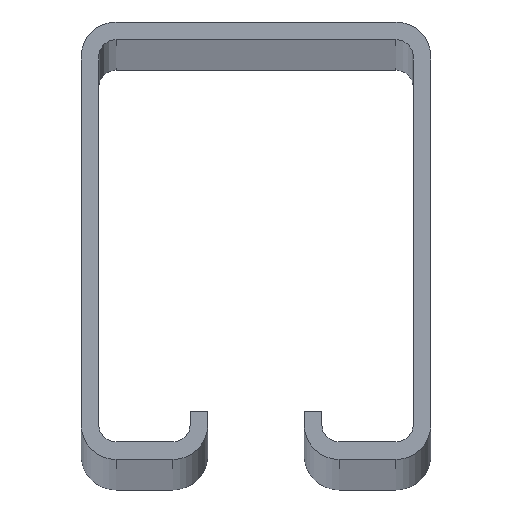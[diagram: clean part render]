
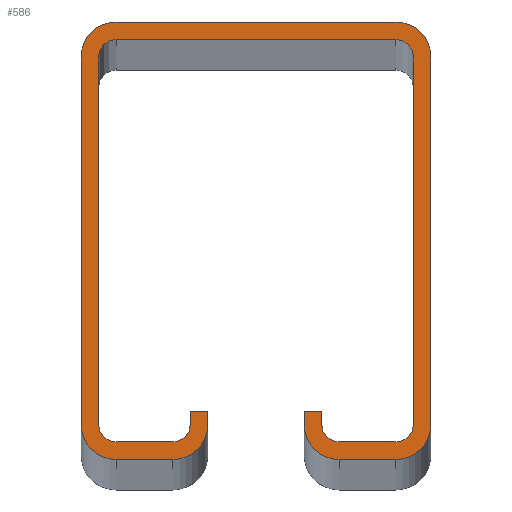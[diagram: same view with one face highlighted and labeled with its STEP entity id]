
A CAD part, top view. The second image highlights one B-rep face of the part: STEP entity #586.
In plain terms, the highlighted planar face has unit normal (0, 0, 1).
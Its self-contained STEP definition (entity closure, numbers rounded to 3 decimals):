
#32=PLANE('',#660);
#62=FACE_OUTER_BOUND('',#92,.T.);
#92=EDGE_LOOP('',(#517,#518,#519,#520,#521,#522,#523,#524,#525,#526,#527,
#528,#529,#530,#531,#532,#533,#534,#535,#536,#537,#538,#539,#540,#541,#542,
#543,#544));
#97=LINE('',#846,#157);
#101=LINE('',#858,#161);
#106=LINE('',#873,#166);
#109=LINE('',#884,#169);
#113=LINE('',#896,#173);
#116=LINE('',#905,#176);
#122=LINE('',#921,#182);
#134=LINE('',#956,#194);
#138=LINE('',#966,#198);
#141=LINE('',#974,#201);
#144=LINE('',#982,#204);
#146=LINE('',#989,#206);
#148=LINE('',#992,#208);
#149=LINE('',#995,#209);
#151=LINE('',#998,#211);
#152=LINE('',#1000,#212);
#157=VECTOR('',#675,10.);
#161=VECTOR('',#687,10.);
#166=VECTOR('',#700,10.);
#169=VECTOR('',#711,10.);
#173=VECTOR('',#723,10.);
#176=VECTOR('',#734,10.);
#182=VECTOR('',#748,10.);
#194=VECTOR('',#778,10.);
#198=VECTOR('',#788,10.);
#201=VECTOR('',#797,10.);
#204=VECTOR('',#806,10.);
#206=VECTOR('',#814,10.);
#208=VECTOR('',#818,10.);
#209=VECTOR('',#821,10.);
#211=VECTOR('',#825,10.);
#212=VECTOR('',#828,10.);
#214=CIRCLE('',#609,2.);
#216=CIRCLE('',#613,2.);
#218=CIRCLE('',#617,2.);
#220=CIRCLE('',#621,2.);
#222=CIRCLE('',#625,2.);
#224=CIRCLE('',#629,2.);
#225=CIRCLE('',#632,4.);
#232=CIRCLE('',#642,4.);
#233=CIRCLE('',#645,4.);
#234=CIRCLE('',#648,4.);
#235=CIRCLE('',#651,4.);
#236=CIRCLE('',#654,4.);
#239=VERTEX_POINT('',#836);
#240=VERTEX_POINT('',#838);
#242=VERTEX_POINT('',#844);
#244=VERTEX_POINT('',#850);
#246=VERTEX_POINT('',#856);
#249=VERTEX_POINT('',#863);
#250=VERTEX_POINT('',#865);
#252=VERTEX_POINT('',#871);
#255=VERTEX_POINT('',#878);
#256=VERTEX_POINT('',#880);
#259=VERTEX_POINT('',#890);
#260=VERTEX_POINT('',#892);
#262=VERTEX_POINT('',#901);
#263=VERTEX_POINT('',#908);
#264=VERTEX_POINT('',#909);
#268=VERTEX_POINT('',#919);
#281=VERTEX_POINT('',#950);
#282=VERTEX_POINT('',#954);
#283=VERTEX_POINT('',#958);
#284=VERTEX_POINT('',#959);
#285=VERTEX_POINT('',#964);
#286=VERTEX_POINT('',#968);
#287=VERTEX_POINT('',#972);
#288=VERTEX_POINT('',#976);
#289=VERTEX_POINT('',#980);
#290=VERTEX_POINT('',#984);
#291=VERTEX_POINT('',#988);
#292=VERTEX_POINT('',#994);
#295=EDGE_CURVE('',#239,#240,#214,.T.);
#299=EDGE_CURVE('',#242,#239,#97,.T.);
#302=EDGE_CURVE('',#244,#242,#216,.T.);
#305=EDGE_CURVE('',#246,#244,#101,.T.);
#308=EDGE_CURVE('',#249,#250,#218,.T.);
#312=EDGE_CURVE('',#252,#249,#106,.T.);
#315=EDGE_CURVE('',#255,#256,#220,.T.);
#317=EDGE_CURVE('',#250,#255,#109,.T.);
#321=EDGE_CURVE('',#259,#260,#222,.T.);
#323=EDGE_CURVE('',#256,#259,#113,.T.);
#327=EDGE_CURVE('',#262,#246,#224,.T.);
#328=EDGE_CURVE('',#260,#262,#116,.T.);
#330=EDGE_CURVE('',#263,#264,#225,.T.);
#336=EDGE_CURVE('',#268,#263,#122,.T.);
#351=EDGE_CURVE('',#281,#268,#232,.T.);
#354=EDGE_CURVE('',#282,#281,#134,.T.);
#355=EDGE_CURVE('',#283,#284,#233,.T.);
#359=EDGE_CURVE('',#285,#283,#138,.T.);
#360=EDGE_CURVE('',#286,#285,#234,.T.);
#363=EDGE_CURVE('',#287,#286,#141,.T.);
#364=EDGE_CURVE('',#288,#287,#235,.T.);
#367=EDGE_CURVE('',#289,#288,#144,.T.);
#368=EDGE_CURVE('',#290,#289,#236,.T.);
#370=EDGE_CURVE('',#284,#291,#146,.T.);
#372=EDGE_CURVE('',#291,#252,#148,.T.);
#373=EDGE_CURVE('',#240,#292,#149,.T.);
#375=EDGE_CURVE('',#292,#282,#151,.T.);
#376=EDGE_CURVE('',#264,#290,#152,.T.);
#517=ORIENTED_EDGE('',*,*,#330,.F.);
#518=ORIENTED_EDGE('',*,*,#336,.F.);
#519=ORIENTED_EDGE('',*,*,#351,.F.);
#520=ORIENTED_EDGE('',*,*,#354,.F.);
#521=ORIENTED_EDGE('',*,*,#375,.F.);
#522=ORIENTED_EDGE('',*,*,#373,.F.);
#523=ORIENTED_EDGE('',*,*,#295,.F.);
#524=ORIENTED_EDGE('',*,*,#299,.F.);
#525=ORIENTED_EDGE('',*,*,#302,.F.);
#526=ORIENTED_EDGE('',*,*,#305,.F.);
#527=ORIENTED_EDGE('',*,*,#327,.F.);
#528=ORIENTED_EDGE('',*,*,#328,.F.);
#529=ORIENTED_EDGE('',*,*,#321,.F.);
#530=ORIENTED_EDGE('',*,*,#323,.F.);
#531=ORIENTED_EDGE('',*,*,#315,.F.);
#532=ORIENTED_EDGE('',*,*,#317,.F.);
#533=ORIENTED_EDGE('',*,*,#308,.F.);
#534=ORIENTED_EDGE('',*,*,#312,.F.);
#535=ORIENTED_EDGE('',*,*,#372,.F.);
#536=ORIENTED_EDGE('',*,*,#370,.F.);
#537=ORIENTED_EDGE('',*,*,#355,.F.);
#538=ORIENTED_EDGE('',*,*,#359,.F.);
#539=ORIENTED_EDGE('',*,*,#360,.F.);
#540=ORIENTED_EDGE('',*,*,#363,.F.);
#541=ORIENTED_EDGE('',*,*,#364,.F.);
#542=ORIENTED_EDGE('',*,*,#367,.F.);
#543=ORIENTED_EDGE('',*,*,#368,.F.);
#544=ORIENTED_EDGE('',*,*,#376,.F.);
#586=ADVANCED_FACE('',(#62),#32,.T.);
#609=AXIS2_PLACEMENT_3D('',#839,#668,#669);
#613=AXIS2_PLACEMENT_3D('',#852,#681,#682);
#617=AXIS2_PLACEMENT_3D('',#866,#693,#694);
#621=AXIS2_PLACEMENT_3D('',#881,#706,#707);
#625=AXIS2_PLACEMENT_3D('',#893,#718,#719);
#629=AXIS2_PLACEMENT_3D('',#903,#730,#731);
#632=AXIS2_PLACEMENT_3D('',#910,#738,#739);
#642=AXIS2_PLACEMENT_3D('',#951,#772,#773);
#645=AXIS2_PLACEMENT_3D('',#960,#781,#782);
#648=AXIS2_PLACEMENT_3D('',#969,#791,#792);
#651=AXIS2_PLACEMENT_3D('',#977,#800,#801);
#654=AXIS2_PLACEMENT_3D('',#985,#809,#810);
#660=AXIS2_PLACEMENT_3D('',#1001,#829,#830);
#668=DIRECTION('center_axis',(0.,0.,1.));
#669=DIRECTION('ref_axis',(0.707,-0.707,0.));
#675=DIRECTION('',(1.,0.,0.));
#681=DIRECTION('center_axis',(0.,0.,1.));
#682=DIRECTION('ref_axis',(-0.707,-0.707,0.));
#687=DIRECTION('',(0.,-1.,0.));
#693=DIRECTION('center_axis',(0.,0.,1.));
#694=DIRECTION('ref_axis',(-0.707,-0.707,0.));
#700=DIRECTION('',(0.,-1.,0.));
#706=DIRECTION('center_axis',(0.,0.,1.));
#707=DIRECTION('ref_axis',(0.707,-0.707,0.));
#711=DIRECTION('',(1.,0.,0.));
#718=DIRECTION('center_axis',(0.,0.,1.));
#719=DIRECTION('ref_axis',(0.707,0.707,0.));
#723=DIRECTION('',(0.,1.,0.));
#730=DIRECTION('center_axis',(0.,0.,1.));
#731=DIRECTION('ref_axis',(-0.707,0.707,0.));
#734=DIRECTION('',(-1.,0.,0.));
#738=DIRECTION('center_axis',(0.,0.,-1.));
#739=DIRECTION('ref_axis',(-0.707,-0.707,0.));
#748=DIRECTION('',(-1.,0.,0.));
#772=DIRECTION('center_axis',(0.,0.,-1.));
#773=DIRECTION('ref_axis',(0.707,-0.707,0.));
#778=DIRECTION('',(0.,-1.,0.));
#781=DIRECTION('center_axis',(0.,0.,-1.));
#782=DIRECTION('ref_axis',(-0.707,-0.707,0.));
#788=DIRECTION('',(-1.,0.,0.));
#791=DIRECTION('center_axis',(0.,0.,-1.));
#792=DIRECTION('ref_axis',(0.707,-0.707,0.));
#797=DIRECTION('',(0.,-1.,0.));
#800=DIRECTION('center_axis',(0.,0.,-1.));
#801=DIRECTION('ref_axis',(0.707,0.707,0.));
#806=DIRECTION('',(1.,0.,0.));
#809=DIRECTION('center_axis',(0.,0.,-1.));
#810=DIRECTION('ref_axis',(-0.707,0.707,0.));
#814=DIRECTION('',(0.,1.,0.));
#818=DIRECTION('',(1.,0.,0.));
#821=DIRECTION('',(0.,1.,0.));
#825=DIRECTION('',(1.,0.,0.));
#828=DIRECTION('',(0.,1.,0.));
#829=DIRECTION('center_axis',(0.,0.,1.));
#830=DIRECTION('ref_axis',(1.,0.,0.));
#836=CARTESIAN_POINT('',(1.6,-18.726,2000.));
#838=CARTESIAN_POINT('',(3.6,-16.726,2000.));
#839=CARTESIAN_POINT('Origin',(1.6,-16.726,2000.));
#844=CARTESIAN_POINT('',(-4.9,-18.726,2000.));
#846=CARTESIAN_POINT('',(-6.9,-18.726,2000.));
#850=CARTESIAN_POINT('',(-6.9,-16.726,2000.));
#852=CARTESIAN_POINT('Origin',(-4.9,-16.726,2000.));
#856=CARTESIAN_POINT('',(-6.9,25.274,2000.));
#858=CARTESIAN_POINT('',(-6.9,27.274,2000.));
#863=CARTESIAN_POINT('',(18.6,-16.726,2000.));
#865=CARTESIAN_POINT('',(20.6,-18.726,2000.));
#866=CARTESIAN_POINT('Origin',(20.6,-16.726,2000.));
#871=CARTESIAN_POINT('',(18.6,-15.226,2000.));
#873=CARTESIAN_POINT('',(18.6,-15.226,2000.));
#878=CARTESIAN_POINT('',(27.1,-18.726,2000.));
#880=CARTESIAN_POINT('',(29.1,-16.726,2000.));
#881=CARTESIAN_POINT('Origin',(27.1,-16.726,2000.));
#884=CARTESIAN_POINT('',(18.6,-18.726,2000.));
#890=CARTESIAN_POINT('',(29.1,25.274,2000.));
#892=CARTESIAN_POINT('',(27.1,27.274,2000.));
#893=CARTESIAN_POINT('Origin',(27.1,25.274,2000.));
#896=CARTESIAN_POINT('',(29.1,-18.726,2000.));
#901=CARTESIAN_POINT('',(-4.9,27.274,2000.));
#903=CARTESIAN_POINT('Origin',(-4.9,25.274,2000.));
#905=CARTESIAN_POINT('',(29.1,27.274,2000.));
#908=CARTESIAN_POINT('',(-4.9,-20.726,2000.));
#909=CARTESIAN_POINT('',(-8.9,-16.726,2000.));
#910=CARTESIAN_POINT('Origin',(-4.9,-16.726,2000.));
#919=CARTESIAN_POINT('',(1.6,-20.726,2000.));
#921=CARTESIAN_POINT('',(5.6,-20.726,2000.));
#950=CARTESIAN_POINT('',(5.6,-16.726,2000.));
#951=CARTESIAN_POINT('Origin',(1.6,-16.726,2000.));
#954=CARTESIAN_POINT('',(5.6,-15.226,2000.));
#956=CARTESIAN_POINT('',(5.6,-15.226,2000.));
#958=CARTESIAN_POINT('',(20.6,-20.726,2000.));
#959=CARTESIAN_POINT('',(16.6,-16.726,2000.));
#960=CARTESIAN_POINT('Origin',(20.6,-16.726,2000.));
#964=CARTESIAN_POINT('',(27.1,-20.726,2000.));
#966=CARTESIAN_POINT('',(31.1,-20.726,2000.));
#968=CARTESIAN_POINT('',(31.1,-16.726,2000.));
#969=CARTESIAN_POINT('Origin',(27.1,-16.726,2000.));
#972=CARTESIAN_POINT('',(31.1,25.274,2000.));
#974=CARTESIAN_POINT('',(31.1,29.274,2000.));
#976=CARTESIAN_POINT('',(27.1,29.274,2000.));
#977=CARTESIAN_POINT('Origin',(27.1,25.274,2000.));
#980=CARTESIAN_POINT('',(-4.9,29.274,2000.));
#982=CARTESIAN_POINT('',(-8.9,29.274,2000.));
#984=CARTESIAN_POINT('',(-8.9,25.274,2000.));
#985=CARTESIAN_POINT('Origin',(-4.9,25.274,2000.));
#988=CARTESIAN_POINT('',(16.6,-15.226,2000.));
#989=CARTESIAN_POINT('',(16.6,-20.726,2000.));
#992=CARTESIAN_POINT('',(16.6,-15.226,2000.));
#994=CARTESIAN_POINT('',(3.6,-15.226,2000.));
#995=CARTESIAN_POINT('',(3.6,-18.726,2000.));
#998=CARTESIAN_POINT('',(3.6,-15.226,2000.));
#1000=CARTESIAN_POINT('',(-8.9,-20.726,2000.));
#1001=CARTESIAN_POINT('Origin',(11.1,4.71,2000.));
